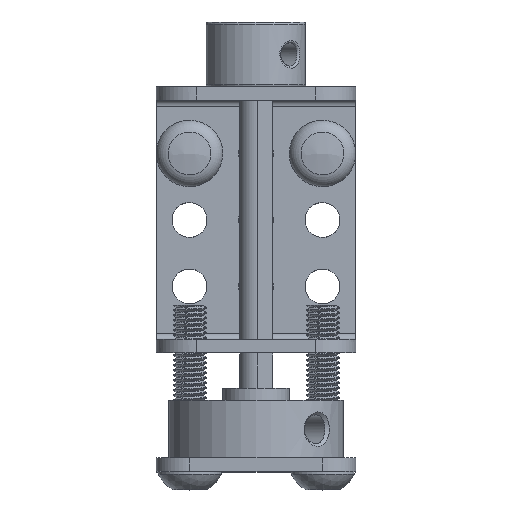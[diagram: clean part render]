
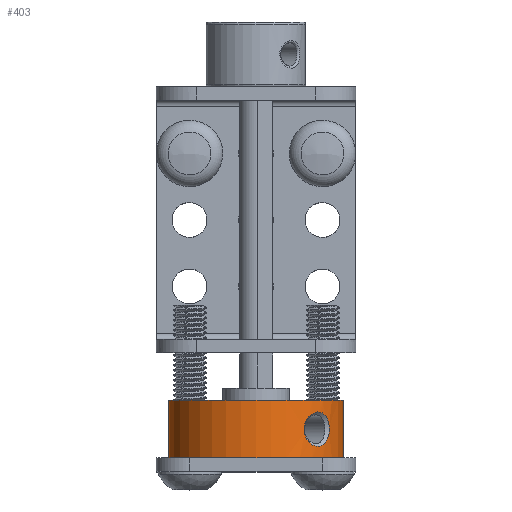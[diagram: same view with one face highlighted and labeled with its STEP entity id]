
A CAD part, top view. The second image highlights one B-rep face of the part: STEP entity #403.
In plain terms, the highlighted cylindrical face has radius 10.55 mm (diameter 21.1 mm), a full revolution.
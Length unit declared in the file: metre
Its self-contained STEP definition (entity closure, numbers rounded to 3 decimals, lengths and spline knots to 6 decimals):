
#403 = ADVANCED_FACE( '', ( #841, #842, #843 ), #844, .T. );
#841 = FACE_OUTER_BOUND( '', #1576, .T. );
#842 = FACE_OUTER_BOUND( '', #1577, .T. );
#843 = FACE_BOUND( '', #1578, .T. );
#844 = CYLINDRICAL_SURFACE( '', #1579, 0.01055 );
#1576 = EDGE_LOOP( '', ( #10167 ) );
#1577 = EDGE_LOOP( '', ( #10168 ) );
#1578 = EDGE_LOOP( '', ( #10169 ) );
#1579 = AXIS2_PLACEMENT_3D( '', #10170, #10171, #10172 );
#10167 = ORIENTED_EDGE( '', *, *, #12501, .F. );
#10168 = ORIENTED_EDGE( '', *, *, #12502, .T. );
#10169 = ORIENTED_EDGE( '', *, *, #12485, .T. );
#10170 = CARTESIAN_POINT( '', ( 0., 0., 0.00845 ) );
#10171 = DIRECTION( '', ( 0., 0., -1. ) );
#10172 = DIRECTION( '', ( -0.707, -0.707, 0. ) );
#12485 = EDGE_CURVE( '', #13327, #13327, #13328, .T. );
#12501 = EDGE_CURVE( '', #13355, #13355, #13356, .T. );
#12502 = EDGE_CURVE( '', #13357, #13357, #13358, .T. );
#13327 = VERTEX_POINT( '', #15876 );
#13328 = B_SPLINE_CURVE_WITH_KNOTS( '', 3, ( #15877, #15878, #15879, #15880, #15881, #15882, #15883, #15884, #15885, #15886, #15887, #15888, #15889, #15890, #15891, #15892, #15893, #15894, #15895, #15896, #15897, #15898, #15899, #15900, #15901, #15902, #15903, #15904, #15905, #15906, #15907, #15908, #15909, #15910, #15911 ), .UNSPECIFIED., .T., .F., ( 2, 1, 1, 1, 1, 1, 1, 1, 1, 1, 1, 1, 1, 1, 1, 1, 1, 1, 1, 1, 1, 1, 1, 1, 1, 1, 1, 1, 1, 1, 1, 1, 1, 1, 1, 1, 2 ), ( -0.062505, -0.031087, 0., 0.031083, 0.0625, 0.094007, 0.125002, 0.156243, 0.1875, 0.219015, 0.249997, 0.280938, 0.312494, 0.343756, 0.374993, 0.406008, 0.437495, 0.468865, 0.5, 0.531121, 0.5625, 0.593989, 0.625002, 0.656241, 0.6875, 0.719022, 0.749998, 0.78095, 0.812495, 0.843755, 0.874993, 0.905979, 0.937495, 0.968913, 1., 1.031083, 1.0625 ), .UNSPECIFIED. );
#13355 = VERTEX_POINT( '', #16007 );
#13356 = CIRCLE( '', #16008, 0.01055 );
#13357 = VERTEX_POINT( '', #16009 );
#13358 = CIRCLE( '', #16010, 0.01055 );
#15876 = CARTESIAN_POINT( '', ( 0., -0.01055, 0.005575 ) );
#15877 = CARTESIAN_POINT( '', ( -0.000415, -0.010545, 0.005549 ) );
#15878 = CARTESIAN_POINT( '', ( 0., -0.010553, 0.005588 ) );
#15879 = CARTESIAN_POINT( '', ( 0.000415, -0.010545, 0.005549 ) );
#15880 = CARTESIAN_POINT( '', ( 0.000815, -0.010521, 0.005431 ) );
#15881 = CARTESIAN_POINT( '', ( 0.001187, -0.010485, 0.005244 ) );
#15882 = CARTESIAN_POINT( '', ( 0.001515, -0.010442, 0.004989 ) );
#15883 = CARTESIAN_POINT( '', ( 0.001786, -0.010399, 0.004675 ) );
#15884 = CARTESIAN_POINT( '', ( 0.001988, -0.010361, 0.004311 ) );
#15885 = CARTESIAN_POINT( '', ( 0.002118, -0.010335, 0.003915 ) );
#15886 = CARTESIAN_POINT( '', ( 0.00216, -0.010326, 0.0035 ) );
#15887 = CARTESIAN_POINT( '', ( 0.002117, -0.010335, 0.003086 ) );
#15888 = CARTESIAN_POINT( '', ( 0.001988, -0.010361, 0.00269 ) );
#15889 = CARTESIAN_POINT( '', ( 0.001786, -0.010399, 0.002325 ) );
#15890 = CARTESIAN_POINT( '', ( 0.001515, -0.010442, 0.002011 ) );
#15891 = CARTESIAN_POINT( '', ( 0.001188, -0.010485, 0.001756 ) );
#15892 = CARTESIAN_POINT( '', ( 0.000816, -0.010521, 0.001569 ) );
#15893 = CARTESIAN_POINT( '', ( 0.000415, -0.010544, 0.001451 ) );
#15894 = CARTESIAN_POINT( '', ( 0., -0.010553, 0.001412 ) );
#15895 = CARTESIAN_POINT( '', ( -0.000415, -0.010544, 0.001451 ) );
#15896 = CARTESIAN_POINT( '', ( -0.000815, -0.010521, 0.001569 ) );
#15897 = CARTESIAN_POINT( '', ( -0.001187, -0.010485, 0.001756 ) );
#15898 = CARTESIAN_POINT( '', ( -0.001515, -0.010442, 0.002011 ) );
#15899 = CARTESIAN_POINT( '', ( -0.001786, -0.010399, 0.002325 ) );
#15900 = CARTESIAN_POINT( '', ( -0.001988, -0.010361, 0.002689 ) );
#15901 = CARTESIAN_POINT( '', ( -0.002117, -0.010336, 0.003086 ) );
#15902 = CARTESIAN_POINT( '', ( -0.00216, -0.010326, 0.0035 ) );
#15903 = CARTESIAN_POINT( '', ( -0.002118, -0.010335, 0.003914 ) );
#15904 = CARTESIAN_POINT( '', ( -0.001988, -0.010361, 0.004311 ) );
#15905 = CARTESIAN_POINT( '', ( -0.001786, -0.010399, 0.004675 ) );
#15906 = CARTESIAN_POINT( '', ( -0.001515, -0.010442, 0.004988 ) );
#15907 = CARTESIAN_POINT( '', ( -0.001187, -0.010485, 0.005244 ) );
#15908 = CARTESIAN_POINT( '', ( -0.000815, -0.010521, 0.005431 ) );
#15909 = CARTESIAN_POINT( '', ( -0.000415, -0.010545, 0.005549 ) );
#15910 = CARTESIAN_POINT( '', ( 0., -0.010553, 0.005588 ) );
#15911 = CARTESIAN_POINT( '', ( 0.000415, -0.010545, 0.005549 ) );
#16007 = CARTESIAN_POINT( '', ( 0.00746, 0.00746, 0.007 ) );
#16008 = AXIS2_PLACEMENT_3D( '', #22367, #22368, #22369 );
#16009 = CARTESIAN_POINT( '', ( 0.00746, 0.00746, 0. ) );
#16010 = AXIS2_PLACEMENT_3D( '', #22370, #22371, #22372 );
#22367 = CARTESIAN_POINT( '', ( 0., 0., 0.007 ) );
#22368 = DIRECTION( '', ( 0., 0., 1. ) );
#22369 = DIRECTION( '', ( 0.707, 0.707, 0. ) );
#22370 = CARTESIAN_POINT( '', ( 0., 0., 0. ) );
#22371 = DIRECTION( '', ( 0., 0., 1. ) );
#22372 = DIRECTION( '', ( 0.707, 0.707, 0. ) );
